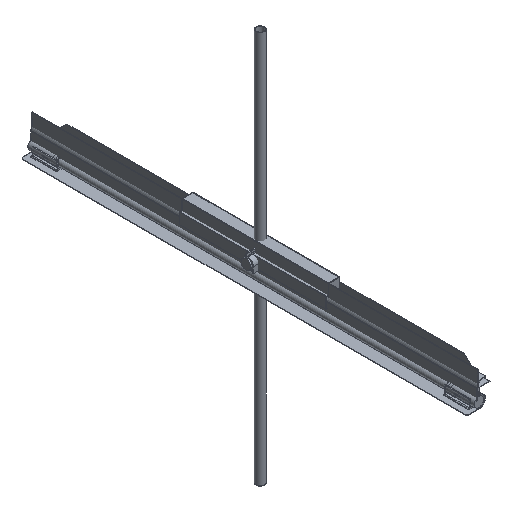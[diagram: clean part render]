
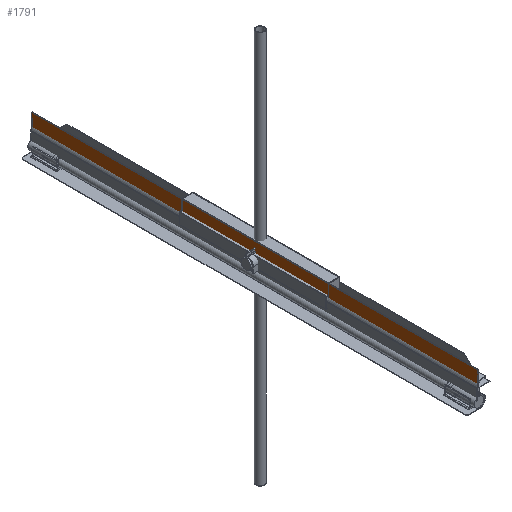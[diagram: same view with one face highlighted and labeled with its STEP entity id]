
A CAD part, isometric view. The second image highlights one B-rep face of the part: STEP entity #1791.
In plain terms, the highlighted planar face has unit normal (-1, 0, 0).
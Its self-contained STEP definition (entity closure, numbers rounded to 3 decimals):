
#1791 = ADVANCED_FACE( '', ( #3710 ), #3711, .F. );
#3710 = FACE_OUTER_BOUND( '', #5680, .T. );
#3711 = PLANE( '', #5681 );
#5680 = EDGE_LOOP( '', ( #10969, #10970, #10971, #10972 ) );
#5681 = AXIS2_PLACEMENT_3D( '', #10973, #10974, #10975 );
#10969 = ORIENTED_EDGE( '', *, *, #13247, .T. );
#10970 = ORIENTED_EDGE( '', *, *, #12358, .F. );
#10971 = ORIENTED_EDGE( '', *, *, #11988, .F. );
#10972 = ORIENTED_EDGE( '', *, *, #12666, .T. );
#10973 = CARTESIAN_POINT( '', ( -15.75, -640.5, -21.464 ) );
#10974 = DIRECTION( '', ( 1., 0., 0. ) );
#10975 = DIRECTION( '', ( 0., 0., -1. ) );
#11988 = EDGE_CURVE( '', #14567, #14569, #14570, .T. );
#12358 = EDGE_CURVE( '', #14569, #15189, #15206, .T. );
#12666 = EDGE_CURVE( '', #14567, #15668, #15670, .T. );
#13247 = EDGE_CURVE( '', #15668, #15189, #16488, .T. );
#14567 = VERTEX_POINT( '', #18159 );
#14569 = VERTEX_POINT( '', #18162 );
#14570 = LINE( '', #18163, #18164 );
#15189 = VERTEX_POINT( '', #18990 );
#15206 = LINE( '', #19016, #19017 );
#15668 = VERTEX_POINT( '', #19860 );
#15670 = LINE( '', #19863, #19864 );
#16488 = LINE( '', #21222, #21223 );
#18159 = CARTESIAN_POINT( '', ( -15.75, -640.5, 45. ) );
#18162 = CARTESIAN_POINT( '', ( -15.75, -640.5, -21.464 ) );
#18163 = CARTESIAN_POINT( '', ( -15.75, -640.5, -21.464 ) );
#18164 = VECTOR( '', #22929, 1000. );
#18990 = CARTESIAN_POINT( '', ( -15.75, 640.5, -21.464 ) );
#19016 = CARTESIAN_POINT( '', ( -15.75, -640.5, -21.464 ) );
#19017 = VECTOR( '', #23557, 1000. );
#19860 = CARTESIAN_POINT( '', ( -15.75, 640.5, 45. ) );
#19863 = CARTESIAN_POINT( '', ( -15.75, -640.5, 45. ) );
#19864 = VECTOR( '', #24017, 1000. );
#21222 = CARTESIAN_POINT( '', ( -15.75, 640.5, -21.464 ) );
#21223 = VECTOR( '', #24779, 1000. );
#22929 = DIRECTION( '', ( 0., 0., -1. ) );
#23557 = DIRECTION( '', ( 0., 1., 0. ) );
#24017 = DIRECTION( '', ( 0., 1., 0. ) );
#24779 = DIRECTION( '', ( 0., 0., -1. ) );
